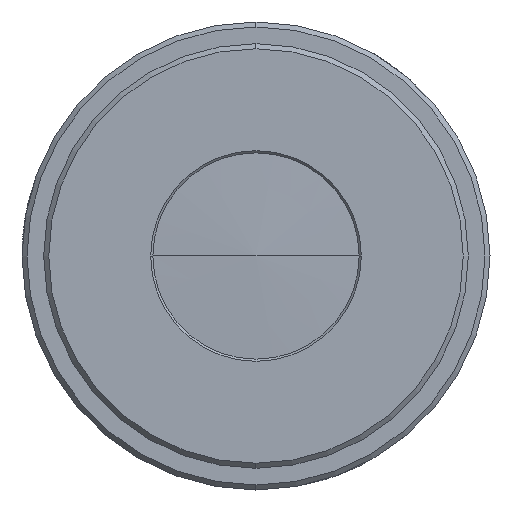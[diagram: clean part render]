
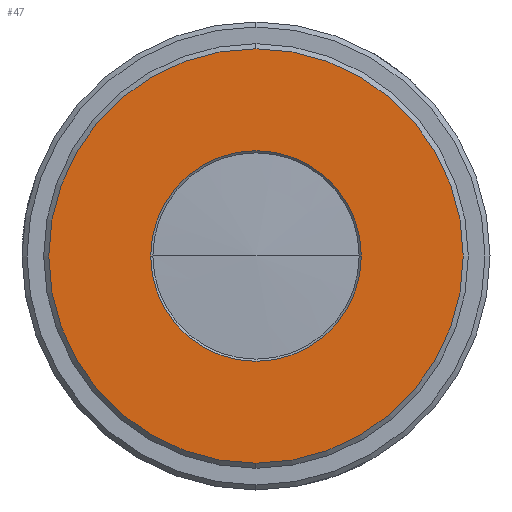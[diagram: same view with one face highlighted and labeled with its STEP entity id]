
A CAD part, left-side view. The second image highlights one B-rep face of the part: STEP entity #47.
In plain terms, the highlighted planar face has unit normal (-1, 0, 0).
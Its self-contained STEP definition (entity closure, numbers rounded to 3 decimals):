
#17 = ORIENTED_EDGE ( 'NONE', *, *, #561, .F. ) ;
#39 = CARTESIAN_POINT ( 'NONE',  ( -58.06, 6.3, 0. ) ) ;
#47 = ADVANCED_FACE ( 'NONE', ( #601, #542 ), #107, .F. ) ;
#58 = CARTESIAN_POINT ( 'NONE',  ( -58.06, 0., -12.4 ) ) ;
#71 = DIRECTION ( 'NONE',  ( -1., 0., 0. ) ) ;
#107 = PLANE ( 'NONE',  #870 ) ;
#136 = CARTESIAN_POINT ( 'NONE',  ( -58.06, 0., 0. ) ) ;
#138 = EDGE_LOOP ( 'NONE', ( #17, #665 ) ) ;
#162 = CIRCLE ( 'NONE', #212, 12.4 ) ;
#173 = EDGE_CURVE ( 'NONE', #330, #511, #947, .T. ) ;
#212 = AXIS2_PLACEMENT_3D ( 'NONE', #990, #71, #872 ) ;
#296 = CARTESIAN_POINT ( 'NONE',  ( -58.06, 0., 0. ) ) ;
#310 = EDGE_CURVE ( 'NONE', #1229, #484, #512, .T. ) ;
#330 = VERTEX_POINT ( 'NONE', #58 ) ;
#343 = DIRECTION ( 'NONE',  ( 0., 0., -1. ) ) ;
#366 = ORIENTED_EDGE ( 'NONE', *, *, #173, .T. ) ;
#408 = ORIENTED_EDGE ( 'NONE', *, *, #502, .T. ) ;
#411 = DIRECTION ( 'NONE',  ( 0., 0.928, -0.371 ) ) ;
#484 = VERTEX_POINT ( 'NONE', #822 ) ;
#502 = EDGE_CURVE ( 'NONE', #511, #330, #162, .T. ) ;
#511 = VERTEX_POINT ( 'NONE', #979 ) ;
#512 = CIRCLE ( 'NONE', #624, 6.3 ) ;
#542 = FACE_OUTER_BOUND ( 'NONE', #864, .T. ) ;
#561 = EDGE_CURVE ( 'NONE', #484, #1229, #1174, .T. ) ;
#596 = AXIS2_PLACEMENT_3D ( 'NONE', #296, #1308, #1004 ) ;
#601 = FACE_BOUND ( 'NONE', #138, .T. ) ;
#624 = AXIS2_PLACEMENT_3D ( 'NONE', #848, #763, #1153 ) ;
#665 = ORIENTED_EDGE ( 'NONE', *, *, #310, .F. ) ;
#763 = DIRECTION ( 'NONE',  ( -1., 0., 0. ) ) ;
#822 = CARTESIAN_POINT ( 'NONE',  ( -58.06, -6.3, 0. ) ) ;
#848 = CARTESIAN_POINT ( 'NONE',  ( -58.06, 0., 0. ) ) ;
#864 = EDGE_LOOP ( 'NONE', ( #366, #408 ) ) ;
#870 = AXIS2_PLACEMENT_3D ( 'NONE', #904, #1108, #411 ) ;
#872 = DIRECTION ( 'NONE',  ( 0., 0., -1. ) ) ;
#904 = CARTESIAN_POINT ( 'NONE',  ( -58.06, -16.312, -6.989 ) ) ;
#932 = DIRECTION ( 'NONE',  ( -1., 0., 0. ) ) ;
#947 = CIRCLE ( 'NONE', #964, 12.4 ) ;
#964 = AXIS2_PLACEMENT_3D ( 'NONE', #136, #932, #343 ) ;
#979 = CARTESIAN_POINT ( 'NONE',  ( -58.06, 0., 12.4 ) ) ;
#990 = CARTESIAN_POINT ( 'NONE',  ( -58.06, 0., 0. ) ) ;
#1004 = DIRECTION ( 'NONE',  ( 0., -1., 0. ) ) ;
#1108 = DIRECTION ( 'NONE',  ( 1., 0., 0. ) ) ;
#1153 = DIRECTION ( 'NONE',  ( 0., -1., 0. ) ) ;
#1174 = CIRCLE ( 'NONE', #596, 6.3 ) ;
#1229 = VERTEX_POINT ( 'NONE', #39 ) ;
#1308 = DIRECTION ( 'NONE',  ( -1., 0., 0. ) ) ;
